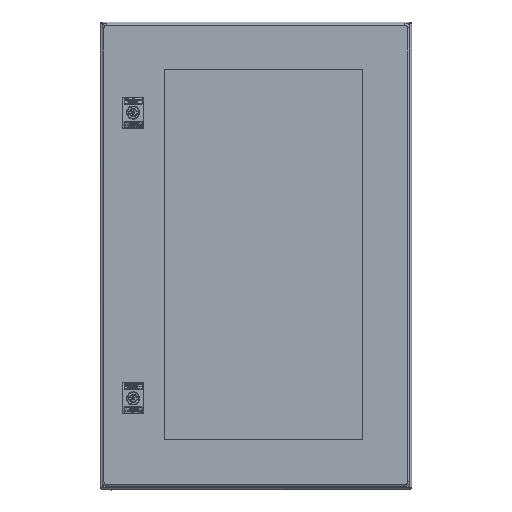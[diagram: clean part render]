
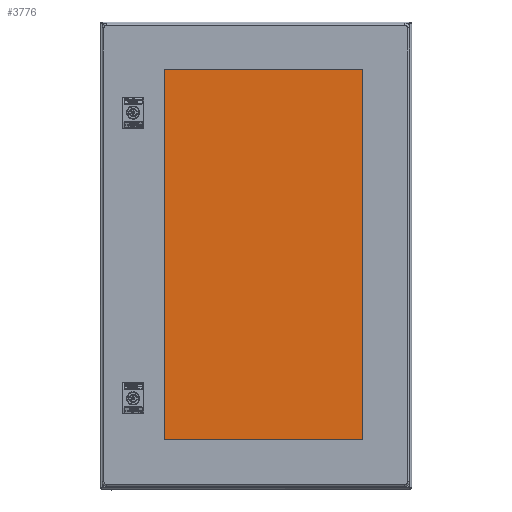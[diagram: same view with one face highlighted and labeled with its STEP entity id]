
A CAD part, top view. The second image highlights one B-rep face of the part: STEP entity #3776.
In plain terms, the highlighted planar face has unit normal (0, 0, 1).
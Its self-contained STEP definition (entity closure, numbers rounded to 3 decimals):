
#3776=ADVANCED_FACE('',(#11470),#11471,.F.);
#11470=FACE_OUTER_BOUND('',#27332,.T.);
#11471=PLANE('',#27333);
#27332=EDGE_LOOP('',(#58802,#58803,#58804,#58805));
#27333=AXIS2_PLACEMENT_3D('',#58806,#58807,#58808);
#58802=ORIENTED_EDGE('',*,*,#69516,.F.);
#58803=ORIENTED_EDGE('',*,*,#69514,.F.);
#58804=ORIENTED_EDGE('',*,*,#69517,.F.);
#58805=ORIENTED_EDGE('',*,*,#69470,.F.);
#58806=CARTESIAN_POINT('',(10.7,-0.2,149.81));
#58807=DIRECTION('',(0.0,0.0,-1.0));
#58808=DIRECTION('',(-1.0,0.0,0.0));
#69470=EDGE_CURVE('',#85845,#85847,#85848,.T.);
#69514=EDGE_CURVE('',#85922,#85924,#85925,.T.);
#69516=EDGE_CURVE('',#85924,#85845,#85927,.T.);
#69517=EDGE_CURVE('',#85847,#85922,#85928,.T.);
#85845=VERTEX_POINT('',#118981);
#85847=VERTEX_POINT('',#118984);
#85848=LINE('',#118985,#118986);
#85922=VERTEX_POINT('',#119090);
#85924=VERTEX_POINT('',#119093);
#85925=LINE('',#119094,#119095);
#85927=LINE('',#119098,#119099);
#85928=LINE('',#119100,#119101);
#118981=CARTESIAN_POINT('',(152.2,-251.7,149.81));
#118984=CARTESIAN_POINT('',(-130.8,-251.7,149.81));
#118985=CARTESIAN_POINT('',(152.2,-251.7,149.81));
#118986=VECTOR('',#134060,283.0);
#119090=CARTESIAN_POINT('',(-130.8,251.3,149.81));
#119093=CARTESIAN_POINT('',(152.2,251.3,149.81));
#119094=CARTESIAN_POINT('',(-130.8,251.3,149.81));
#119095=VECTOR('',#134128,283.0);
#119098=CARTESIAN_POINT('',(152.2,251.3,149.81));
#119099=VECTOR('',#134130,503.0);
#119100=CARTESIAN_POINT('',(-130.8,-251.7,149.81));
#119101=VECTOR('',#134131,503.0);
#134060=DIRECTION('',(-1.0,0.0,0.0));
#134128=DIRECTION('',(1.0,0.0,0.0));
#134130=DIRECTION('',(0.0,-1.0,0.0));
#134131=DIRECTION('',(0.0,1.0,0.0));
